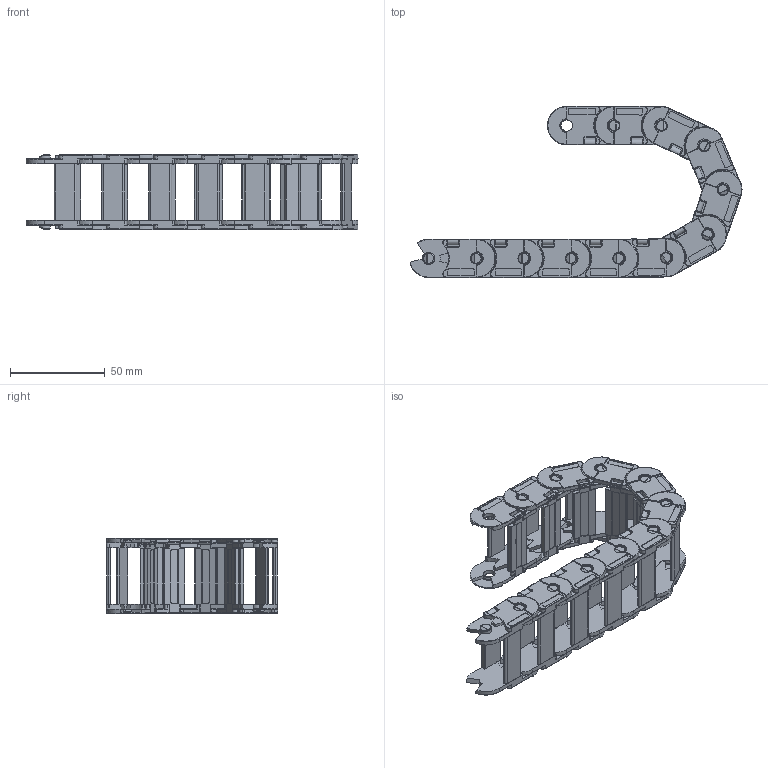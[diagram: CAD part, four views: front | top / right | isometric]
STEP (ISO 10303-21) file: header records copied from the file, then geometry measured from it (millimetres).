
FILE_DESCRIPTION (( 'STEP AP214' ), '1' );
FILE_NAME ('CK15-A030-R035-J.STEP', '2019-09-02T12:47:20', ( '' ), ( '' ), 'SwSTEP 2.0', 'SolidWorks 2017', '' );
FILE_SCHEMA (( 'AUTOMOTIVE_DESIGN' ));
Length unit declared in the file: millimetre
Products named in the file (2): CK15-A015-R035; CK15-A030-R035-J
Assembly tree (11 placements, depth 2):
  CK15-A030-R035-J
    CK15-A015-R035  x11
Bounding box: 174.97 x 90.2 x 40 mm (x, y, z)
Volume: 60601.4 mm3; surface area: 65322.2 mm2
Topology: 22 solids, 22 shells, 3498 faces, 8723 edges, 5148 vertices
Faces by surface type: cylinder 1683, plane 1023, torus 385, sphere 275, bspline 110, cone 22
Entity records: 13143 total; most frequent: CARTESIAN_POINT 2034, DIRECTION 1684, ORIENTED_EDGE 1542, EDGE_CURVE 771, AXIS2_PLACEMENT_3D 659, VERTEX_POINT 465, VECTOR 366, LINE 366
